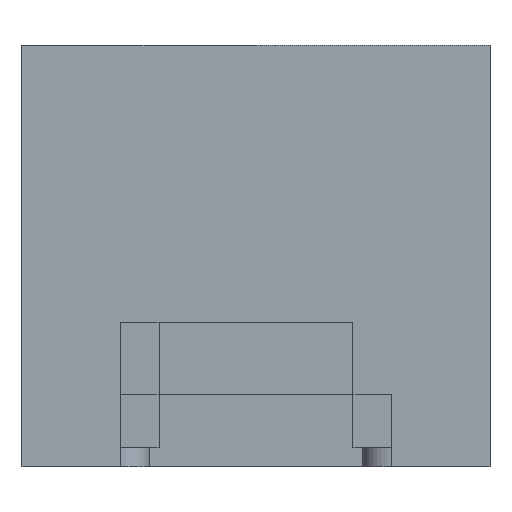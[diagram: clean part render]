
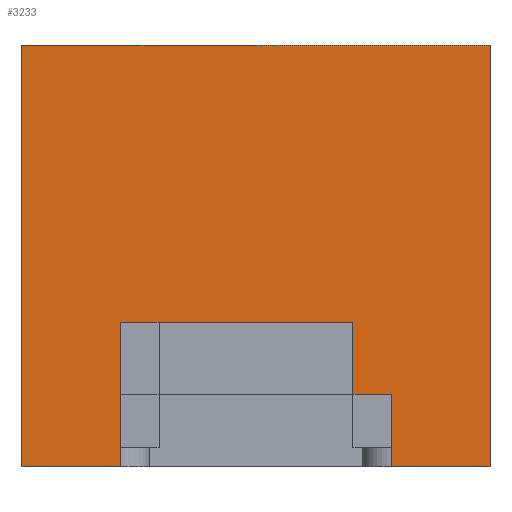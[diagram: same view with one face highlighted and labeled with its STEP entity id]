
A CAD part, front view. The second image highlights one B-rep face of the part: STEP entity #3233.
In plain terms, the highlighted planar face has unit normal (0, -1, 0).
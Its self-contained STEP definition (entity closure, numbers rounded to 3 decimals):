
#52=PLANE('',#3437);
#235=FACE_OUTER_BOUND('',#413,.T.);
#413=EDGE_LOOP('',(#2858,#2859,#2860,#2861,#2862,#2863,#2864,#2865,#2866,
#2867,#2868,#2869));
#856=LINE('',#12993,#1058);
#860=LINE('',#13000,#1062);
#862=LINE('',#13006,#1064);
#865=LINE('',#13012,#1067);
#874=LINE('',#13032,#1076);
#882=LINE('',#13046,#1084);
#887=LINE('',#13055,#1089);
#906=LINE('',#13098,#1108);
#907=LINE('',#13100,#1109);
#908=LINE('',#13102,#1110);
#909=LINE('',#13103,#1111);
#910=LINE('',#13104,#1112);
#1058=VECTOR('',#3906,10.);
#1062=VECTOR('',#3912,10.);
#1064=VECTOR('',#3916,10.);
#1067=VECTOR('',#3921,10.);
#1076=VECTOR('',#3934,10.);
#1084=VECTOR('',#3946,10.);
#1089=VECTOR('',#3959,10.);
#1108=VECTOR('',#3998,10.);
#1109=VECTOR('',#3999,10.);
#1110=VECTOR('',#4000,10.);
#1111=VECTOR('',#4001,10.);
#1112=VECTOR('',#4002,10.);
#1409=VERTEX_POINT('',#12990);
#1410=VERTEX_POINT('',#12992);
#1412=VERTEX_POINT('',#12998);
#1414=VERTEX_POINT('',#13003);
#1415=VERTEX_POINT('',#13005);
#1417=VERTEX_POINT('',#13011);
#1425=VERTEX_POINT('',#13029);
#1426=VERTEX_POINT('',#13031);
#1427=VERTEX_POINT('',#13036);
#1444=VERTEX_POINT('',#13097);
#1445=VERTEX_POINT('',#13099);
#1446=VERTEX_POINT('',#13101);
#1878=EDGE_CURVE('',#1410,#1409,#856,.T.);
#1882=EDGE_CURVE('',#1412,#1409,#860,.T.);
#1884=EDGE_CURVE('',#1414,#1415,#862,.T.);
#1887=EDGE_CURVE('',#1415,#1417,#865,.T.);
#1896=EDGE_CURVE('',#1425,#1426,#874,.T.);
#1904=EDGE_CURVE('',#1426,#1414,#882,.T.);
#1909=EDGE_CURVE('',#1427,#1417,#887,.T.);
#1930=EDGE_CURVE('',#1410,#1444,#906,.T.);
#1931=EDGE_CURVE('',#1445,#1412,#907,.T.);
#1932=EDGE_CURVE('',#1445,#1446,#908,.T.);
#1933=EDGE_CURVE('',#1446,#1427,#909,.T.);
#1934=EDGE_CURVE('',#1444,#1425,#910,.T.);
#2858=ORIENTED_EDGE('',*,*,#1930,.F.);
#2859=ORIENTED_EDGE('',*,*,#1878,.T.);
#2860=ORIENTED_EDGE('',*,*,#1882,.F.);
#2861=ORIENTED_EDGE('',*,*,#1931,.F.);
#2862=ORIENTED_EDGE('',*,*,#1932,.T.);
#2863=ORIENTED_EDGE('',*,*,#1933,.T.);
#2864=ORIENTED_EDGE('',*,*,#1909,.T.);
#2865=ORIENTED_EDGE('',*,*,#1887,.F.);
#2866=ORIENTED_EDGE('',*,*,#1884,.F.);
#2867=ORIENTED_EDGE('',*,*,#1904,.F.);
#2868=ORIENTED_EDGE('',*,*,#1896,.F.);
#2869=ORIENTED_EDGE('',*,*,#1934,.F.);
#3233=ADVANCED_FACE('',(#235),#52,.T.);
#3437=AXIS2_PLACEMENT_3D('',#13096,#3996,#3997);
#3906=DIRECTION('',(0.,0.,1.));
#3912=DIRECTION('',(1.,0.,0.));
#3916=DIRECTION('',(-1.,0.,0.));
#3921=DIRECTION('',(-1.,0.,0.));
#3934=DIRECTION('',(-1.,0.,0.));
#3946=DIRECTION('',(0.,0.,1.));
#3959=DIRECTION('',(0.,0.,1.));
#3996=DIRECTION('center_axis',(0.,-1.,0.));
#3997=DIRECTION('ref_axis',(1.,0.,0.));
#3998=DIRECTION('',(-1.,0.,0.));
#3999=DIRECTION('',(0.,0.,1.));
#4000=DIRECTION('',(1.,0.,0.));
#4001=DIRECTION('',(0.,0.,1.));
#4002=DIRECTION('',(0.,0.,1.));
#12990=CARTESIAN_POINT('',(24.25,0.,23.7));
#12992=CARTESIAN_POINT('',(24.25,0.,1.85));
#12993=CARTESIAN_POINT('',(24.25,0.,1.85));
#12998=CARTESIAN_POINT('',(0.,0.,23.7));
#13000=CARTESIAN_POINT('',(24.25,0.,23.7));
#13003=CARTESIAN_POINT('',(17.15,0.,9.35));
#13005=CARTESIAN_POINT('',(7.1,0.,9.35));
#13006=CARTESIAN_POINT('',(24.25,0.,9.35));
#13011=CARTESIAN_POINT('',(5.1,0.,9.35));
#13012=CARTESIAN_POINT('',(6.063,0.,9.35));
#13029=CARTESIAN_POINT('',(19.15,0.,5.6));
#13031=CARTESIAN_POINT('',(17.15,0.,5.6));
#13032=CARTESIAN_POINT('',(19.15,0.,5.6));
#13036=CARTESIAN_POINT('',(5.1,0.,5.6));
#13046=CARTESIAN_POINT('',(17.15,0.,5.6));
#13055=CARTESIAN_POINT('',(5.1,0.,5.6));
#13096=CARTESIAN_POINT('Origin',(19.15,0.,1.85));
#13097=CARTESIAN_POINT('',(19.15,0.,1.85));
#13098=CARTESIAN_POINT('',(24.25,0.,1.85));
#13099=CARTESIAN_POINT('',(0.,0.,1.85));
#13100=CARTESIAN_POINT('',(0.,0.,1.85));
#13101=CARTESIAN_POINT('',(5.1,0.,1.85));
#13102=CARTESIAN_POINT('',(0.,0.,1.85));
#13103=CARTESIAN_POINT('',(5.1,0.,1.85));
#13104=CARTESIAN_POINT('',(19.15,0.,1.85));
